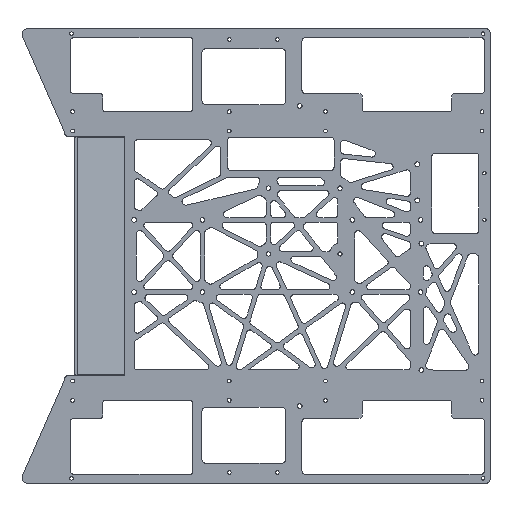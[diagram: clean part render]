
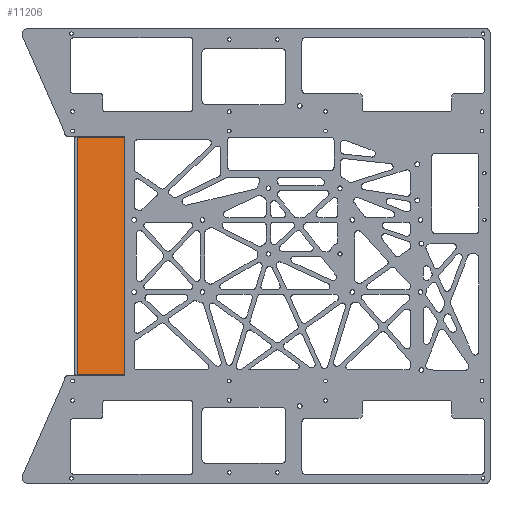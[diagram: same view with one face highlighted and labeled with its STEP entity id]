
A CAD part, left-side view. The second image highlights one B-rep face of the part: STEP entity #11206.
In plain terms, the highlighted planar face has unit normal (-0.858, -0.514, 0).
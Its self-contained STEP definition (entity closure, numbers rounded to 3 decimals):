
#233=PLANE('',#12134);
#484=FACE_OUTER_BOUND('',#1165,.T.);
#1165=EDGE_LOOP('',(#8038,#8039,#8040,#8041));
#2081=LINE('',#17763,#3127);
#2085=LINE('',#17772,#3131);
#2086=LINE('',#17774,#3132);
#2087=LINE('',#17775,#3133);
#3127=VECTOR('',#13948,10.);
#3131=VECTOR('',#13956,10.);
#3132=VECTOR('',#13957,10.);
#3133=VECTOR('',#13958,10.);
#5164=VERTEX_POINT('',#17753);
#5167=VERTEX_POINT('',#17761);
#5170=VERTEX_POINT('',#17771);
#5171=VERTEX_POINT('',#17773);
#6312=EDGE_CURVE('',#5164,#5167,#2081,.T.);
#6316=EDGE_CURVE('',#5167,#5170,#2085,.T.);
#6317=EDGE_CURVE('',#5170,#5171,#2086,.T.);
#6318=EDGE_CURVE('',#5164,#5171,#2087,.T.);
#8038=ORIENTED_EDGE('',*,*,#6312,.T.);
#8039=ORIENTED_EDGE('',*,*,#6316,.T.);
#8040=ORIENTED_EDGE('',*,*,#6317,.T.);
#8041=ORIENTED_EDGE('',*,*,#6318,.F.);
#11206=ADVANCED_FACE('',(#484),#233,.T.);
#12134=AXIS2_PLACEMENT_3D('',#17770,#13954,#13955);
#13948=DIRECTION('',(-0.514,0.858,0.));
#13954=DIRECTION('center_axis',(-0.858,-0.514,0.));
#13955=DIRECTION('ref_axis',(-0.514,0.858,0.));
#13956=DIRECTION('',(0.,0.,-1.));
#13957=DIRECTION('',(0.514,-0.858,0.));
#13958=DIRECTION('',(0.,0.,-1.));
#17753=CARTESIAN_POINT('',(0.,321.597,-79.));
#17761=CARTESIAN_POINT('',(-25.247,363.689,-79.));
#17763=CARTESIAN_POINT('',(-6.588,332.58,-79.));
#17770=CARTESIAN_POINT('Origin',(0.,321.597,18.));
#17771=CARTESIAN_POINT('',(-25.247,363.689,-291.));
#17772=CARTESIAN_POINT('',(-25.247,363.689,18.));
#17773=CARTESIAN_POINT('',(0.,321.597,-291.));
#17774=CARTESIAN_POINT('',(-6.588,332.58,-291.));
#17775=CARTESIAN_POINT('',(0.,321.597,-83.5));
